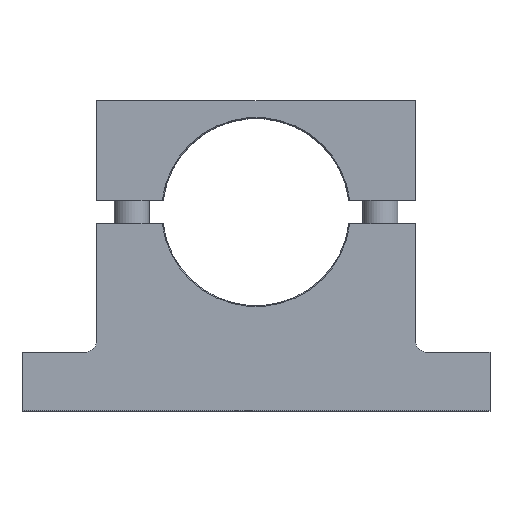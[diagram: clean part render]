
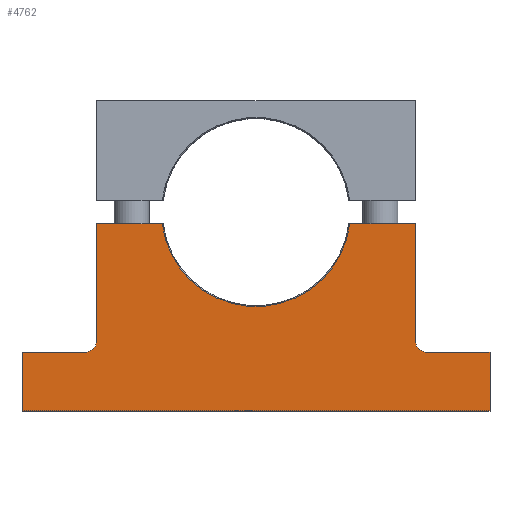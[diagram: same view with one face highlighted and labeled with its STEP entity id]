
A CAD part, top view. The second image highlights one B-rep face of the part: STEP entity #4762.
In plain terms, the highlighted planar face has unit normal (0, 0, 1).
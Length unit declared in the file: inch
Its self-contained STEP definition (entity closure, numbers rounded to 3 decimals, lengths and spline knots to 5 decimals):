
#125 = VECTOR ( 'NONE', #2472, 39.37008 ) ;
#149 = CARTESIAN_POINT ( 'NONE',  ( 0., 0., 0.625 ) ) ;
#196 = ORIENTED_EDGE ( 'NONE', *, *, #614, .T. ) ;
#224 = ORIENTED_EDGE ( 'NONE', *, *, #895, .T. ) ;
#505 = DIRECTION ( 'NONE',  ( 0., 0., -1. ) ) ;
#515 = CARTESIAN_POINT ( 'NONE',  ( -1.703, -0.125, 0.625 ) ) ;
#528 = DIRECTION ( 'NONE',  ( 1., 0., 0. ) ) ;
#561 = VERTEX_POINT ( 'NONE', #4368 ) ;
#585 = VERTEX_POINT ( 'NONE', #871 ) ;
#614 = EDGE_CURVE ( 'NONE', #4043, #585, #2949, .T. ) ;
#649 = CARTESIAN_POINT ( 'NONE',  ( 1.828, -1.375, 0.625 ) ) ;
#719 = CARTESIAN_POINT ( 'NONE',  ( 0.99216, -0.125, 0.625 ) ) ;
#772 = AXIS2_PLACEMENT_3D ( 'NONE', #2853, #505, #3232 ) ;
#783 = LINE ( 'NONE', #1614, #4822 ) ;
#806 = EDGE_CURVE ( 'NONE', #3940, #4807, #1032, .T. ) ;
#838 = CARTESIAN_POINT ( 'NONE',  ( 1.703, -1.375, 0.625 ) ) ;
#842 = VECTOR ( 'NONE', #4311, 39.37008 ) ;
#843 = VECTOR ( 'NONE', #2317, 39.37008 ) ;
#871 = CARTESIAN_POINT ( 'NONE',  ( -1.00224, -0.125, 0.625 ) ) ;
#895 = EDGE_CURVE ( 'NONE', #3548, #561, #4654, .T. ) ;
#931 = VECTOR ( 'NONE', #3077, 39.37008 ) ;
#1022 = ORIENTED_EDGE ( 'NONE', *, *, #1505, .F. ) ;
#1031 = DIRECTION ( 'NONE',  ( 1., 0., 0. ) ) ;
#1032 = LINE ( 'NONE', #2584, #2218 ) ;
#1136 = LINE ( 'NONE', #515, #125 ) ;
#1192 = DIRECTION ( 'NONE',  ( 0., 0., 1. ) ) ;
#1220 = EDGE_CURVE ( 'NONE', #4756, #5052, #1327, .T. ) ;
#1247 = CARTESIAN_POINT ( 'NONE',  ( -1.703, -1.375, 0.625 ) ) ;
#1295 = EDGE_CURVE ( 'NONE', #4991, #2117, #2450, .T. ) ;
#1327 = LINE ( 'NONE', #1882, #3414 ) ;
#1330 = ORIENTED_EDGE ( 'NONE', *, *, #1220, .F. ) ;
#1391 = VERTEX_POINT ( 'NONE', #4757 ) ;
#1505 = EDGE_CURVE ( 'NONE', #3885, #585, #1136, .T. ) ;
#1516 = CARTESIAN_POINT ( 'NONE',  ( 2.5, -2.125, 0.625 ) ) ;
#1586 = AXIS2_PLACEMENT_3D ( 'NONE', #3554, #1192, #3946 ) ;
#1614 = CARTESIAN_POINT ( 'NONE',  ( 2.5, -1.5, 0.625 ) ) ;
#1651 = CIRCLE ( 'NONE', #2849, 0.125 ) ;
#1669 = ORIENTED_EDGE ( 'NONE', *, *, #4830, .F. ) ;
#1760 = CARTESIAN_POINT ( 'NONE',  ( -1.703, -1.375, 0.625 ) ) ;
#1842 = CARTESIAN_POINT ( 'NONE',  ( -2.5, -1.5, 0.625 ) ) ;
#1882 = CARTESIAN_POINT ( 'NONE',  ( -2.5, -2.125, 0.625 ) ) ;
#1902 = LINE ( 'NONE', #1516, #843 ) ;
#1973 = CARTESIAN_POINT ( 'NONE',  ( -2.5, -1.5, 0.625 ) ) ;
#2031 = AXIS2_PLACEMENT_3D ( 'NONE', #149, #2873, #528 ) ;
#2117 = VERTEX_POINT ( 'NONE', #3534 ) ;
#2208 = ORIENTED_EDGE ( 'NONE', *, *, #1295, .F. ) ;
#2218 = VECTOR ( 'NONE', #2975, 39.37008 ) ;
#2317 = DIRECTION ( 'NONE',  ( -1., 0., 0. ) ) ;
#2450 = LINE ( 'NONE', #3488, #3348 ) ;
#2472 = DIRECTION ( 'NONE',  ( 1., 0., 0. ) ) ;
#2571 = ORIENTED_EDGE ( 'NONE', *, *, #4452, .T. ) ;
#2584 = CARTESIAN_POINT ( 'NONE',  ( 1.703, -0.125, 0.625 ) ) ;
#2808 = DIRECTION ( 'NONE',  ( 0., -1., 0. ) ) ;
#2849 = AXIS2_PLACEMENT_3D ( 'NONE', #649, #3380, #1031 ) ;
#2853 = CARTESIAN_POINT ( 'NONE',  ( -1.828, -1.375, 0.625 ) ) ;
#2873 = DIRECTION ( 'NONE',  ( 0., 0., -1. ) ) ;
#2915 = EDGE_CURVE ( 'NONE', #5052, #561, #4884, .T. ) ;
#2949 = CIRCLE ( 'NONE', #2031, 1.01 ) ;
#2975 = DIRECTION ( 'NONE',  ( 0., -1., 0. ) ) ;
#2981 = EDGE_CURVE ( 'NONE', #2117, #1391, #783, .T. ) ;
#3028 = ORIENTED_EDGE ( 'NONE', *, *, #2915, .F. ) ;
#3077 = DIRECTION ( 'NONE',  ( 1., 0., 0. ) ) ;
#3206 = EDGE_LOOP ( 'NONE', ( #4122, #4536, #196, #1022, #1669, #224, #3028, #1330, #4649, #4659, #2208, #2571 ) ) ;
#3232 = DIRECTION ( 'NONE',  ( 1., 0., 0. ) ) ;
#3290 = VECTOR ( 'NONE', #4374, 39.37008 ) ;
#3348 = VECTOR ( 'NONE', #3878, 39.37008 ) ;
#3356 = FACE_OUTER_BOUND ( 'NONE', #3206, .T. ) ;
#3380 = DIRECTION ( 'NONE',  ( 0., 0., -1. ) ) ;
#3414 = VECTOR ( 'NONE', #4619, 39.37008 ) ;
#3488 = CARTESIAN_POINT ( 'NONE',  ( 1.828, -1.5, 0.625 ) ) ;
#3491 = CARTESIAN_POINT ( 'NONE',  ( 1.703, -0.125, 0.625 ) ) ;
#3534 = CARTESIAN_POINT ( 'NONE',  ( 2.5, -1.5, 0.625 ) ) ;
#3548 = VERTEX_POINT ( 'NONE', #1760 ) ;
#3554 = CARTESIAN_POINT ( 'NONE',  ( 0., -1.30777, 0.625 ) ) ;
#3700 = EDGE_CURVE ( 'NONE', #4043, #3940, #4978, .T. ) ;
#3878 = DIRECTION ( 'NONE',  ( 1., 0., 0. ) ) ;
#3883 = CARTESIAN_POINT ( 'NONE',  ( -1.703, -0.125, 0.625 ) ) ;
#3885 = VERTEX_POINT ( 'NONE', #3883 ) ;
#3932 = CARTESIAN_POINT ( 'NONE',  ( -2.5, -2.125, 0.625 ) ) ;
#3940 = VERTEX_POINT ( 'NONE', #3491 ) ;
#3946 = DIRECTION ( 'NONE',  ( 1., 0., 0. ) ) ;
#3982 = CARTESIAN_POINT ( 'NONE',  ( 1.00224, -0.125, 0.625 ) ) ;
#4043 = VERTEX_POINT ( 'NONE', #3982 ) ;
#4122 = ORIENTED_EDGE ( 'NONE', *, *, #806, .F. ) ;
#4311 = DIRECTION ( 'NONE',  ( 1., 0., 0. ) ) ;
#4368 = CARTESIAN_POINT ( 'NONE',  ( -1.828, -1.5, 0.625 ) ) ;
#4374 = DIRECTION ( 'NONE',  ( 0., 1., 0. ) ) ;
#4452 = EDGE_CURVE ( 'NONE', #4991, #4807, #1651, .T. ) ;
#4536 = ORIENTED_EDGE ( 'NONE', *, *, #3700, .F. ) ;
#4571 = CARTESIAN_POINT ( 'NONE',  ( 1.828, -1.5, 0.625 ) ) ;
#4619 = DIRECTION ( 'NONE',  ( 0., 1., 0. ) ) ;
#4644 = EDGE_CURVE ( 'NONE', #1391, #4756, #1902, .T. ) ;
#4649 = ORIENTED_EDGE ( 'NONE', *, *, #4644, .F. ) ;
#4654 = CIRCLE ( 'NONE', #772, 0.125 ) ;
#4659 = ORIENTED_EDGE ( 'NONE', *, *, #2981, .F. ) ;
#4694 = PLANE ( 'NONE',  #1586 ) ;
#4756 = VERTEX_POINT ( 'NONE', #3932 ) ;
#4757 = CARTESIAN_POINT ( 'NONE',  ( 2.5, -2.125, 0.625 ) ) ;
#4762 = ADVANCED_FACE ( 'NONE', ( #3356 ), #4694, .T. ) ;
#4807 = VERTEX_POINT ( 'NONE', #838 ) ;
#4822 = VECTOR ( 'NONE', #2808, 39.37008 ) ;
#4830 = EDGE_CURVE ( 'NONE', #3548, #3885, #4879, .T. ) ;
#4879 = LINE ( 'NONE', #1247, #3290 ) ;
#4884 = LINE ( 'NONE', #1973, #842 ) ;
#4978 = LINE ( 'NONE', #719, #931 ) ;
#4991 = VERTEX_POINT ( 'NONE', #4571 ) ;
#5052 = VERTEX_POINT ( 'NONE', #1842 ) ;
